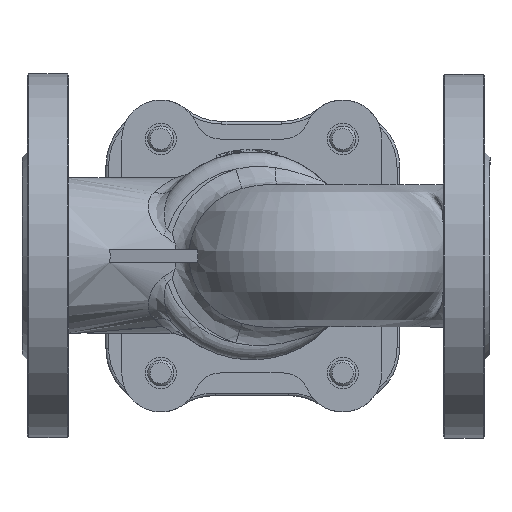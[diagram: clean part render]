
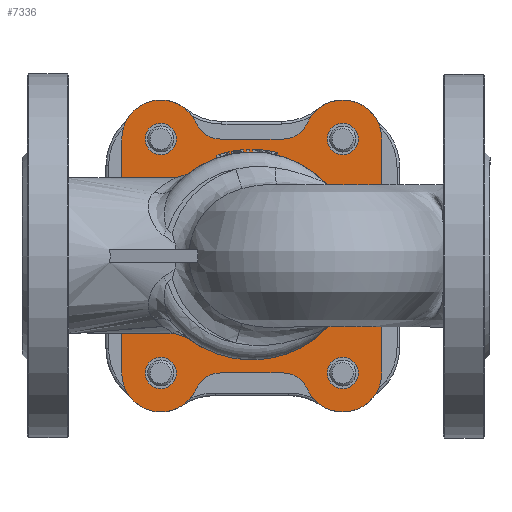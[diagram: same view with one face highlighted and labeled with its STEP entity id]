
A CAD part, front view. The second image highlights one B-rep face of the part: STEP entity #7336.
In plain terms, the highlighted planar face has unit normal (0, -1, 0).
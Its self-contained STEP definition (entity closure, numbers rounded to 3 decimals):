
#409=FACE_BOUND('',#2330,.T.);
#410=FACE_BOUND('',#2331,.T.);
#411=FACE_BOUND('',#2332,.T.);
#412=FACE_BOUND('',#2333,.T.);
#413=FACE_BOUND('',#2334,.T.);
#547=PLANE('',#8244);
#792=LINE('',#14163,#1186);
#805=LINE('',#14209,#1199);
#904=LINE('',#17330,#1298);
#905=LINE('',#17333,#1299);
#1186=VECTOR('',#9636,10.);
#1199=VECTOR('',#9681,10.);
#1298=VECTOR('',#10038,10.);
#1299=VECTOR('',#10041,10.);
#1836=FACE_OUTER_BOUND('',#2329,.T.);
#2329=EDGE_LOOP('',(#6148,#6149,#6150,#6151,#6152,#6153,#6154,#6155,#6156,
#6157,#6158,#6159));
#2330=EDGE_LOOP('',(#6160));
#2331=EDGE_LOOP('',(#6161));
#2332=EDGE_LOOP('',(#6162));
#2333=EDGE_LOOP('',(#6163));
#2334=EDGE_LOOP('',(#6164));
#2744=CIRCLE('',#8098,10.);
#2746=CIRCLE('',#8102,10.);
#2748=CIRCLE('',#8105,15.);
#2750=CIRCLE('',#8108,10.);
#2752=CIRCLE('',#8111,15.);
#2754=CIRCLE('',#8114,10.);
#2793=CIRCLE('',#8205,40.);
#2818=CIRCLE('',#8245,15.);
#2819=CIRCLE('',#8246,15.);
#2820=CIRCLE('',#8247,6.);
#2821=CIRCLE('',#8248,6.);
#2822=CIRCLE('',#8249,6.);
#2823=CIRCLE('',#8250,6.);
#3240=VERTEX_POINT('',#14153);
#3241=VERTEX_POINT('',#14154);
#3244=VERTEX_POINT('',#14162);
#3247=VERTEX_POINT('',#14170);
#3249=VERTEX_POINT('',#14176);
#3251=VERTEX_POINT('',#14182);
#3252=VERTEX_POINT('',#14183);
#3255=VERTEX_POINT('',#14191);
#3257=VERTEX_POINT('',#14197);
#3258=VERTEX_POINT('',#14198);
#3385=VERTEX_POINT('',#15380);
#3427=VERTEX_POINT('',#17328);
#3428=VERTEX_POINT('',#17331);
#3429=VERTEX_POINT('',#17334);
#3430=VERTEX_POINT('',#17336);
#3431=VERTEX_POINT('',#17338);
#3432=VERTEX_POINT('',#17340);
#4080=EDGE_CURVE('',#3240,#3241,#2744,.T.);
#4084=EDGE_CURVE('',#3241,#3244,#792,.T.);
#4088=EDGE_CURVE('',#3244,#3247,#2746,.T.);
#4091=EDGE_CURVE('',#3247,#3249,#2748,.T.);
#4094=EDGE_CURVE('',#3251,#3252,#2750,.T.);
#4098=EDGE_CURVE('',#3252,#3255,#2752,.T.);
#4101=EDGE_CURVE('',#3257,#3258,#2754,.T.);
#4107=EDGE_CURVE('',#3258,#3251,#805,.T.);
#4291=EDGE_CURVE('',#3385,#3385,#2793,.T.);
#4360=EDGE_CURVE('',#3427,#3240,#2818,.T.);
#4361=EDGE_CURVE('',#3255,#3427,#904,.T.);
#4362=EDGE_CURVE('',#3428,#3257,#2819,.T.);
#4363=EDGE_CURVE('',#3249,#3428,#905,.T.);
#4364=EDGE_CURVE('',#3429,#3429,#2820,.T.);
#4365=EDGE_CURVE('',#3430,#3430,#2821,.T.);
#4366=EDGE_CURVE('',#3431,#3431,#2822,.T.);
#4367=EDGE_CURVE('',#3432,#3432,#2823,.T.);
#6148=ORIENTED_EDGE('',*,*,#4088,.F.);
#6149=ORIENTED_EDGE('',*,*,#4084,.F.);
#6150=ORIENTED_EDGE('',*,*,#4080,.F.);
#6151=ORIENTED_EDGE('',*,*,#4360,.F.);
#6152=ORIENTED_EDGE('',*,*,#4361,.F.);
#6153=ORIENTED_EDGE('',*,*,#4098,.F.);
#6154=ORIENTED_EDGE('',*,*,#4094,.F.);
#6155=ORIENTED_EDGE('',*,*,#4107,.F.);
#6156=ORIENTED_EDGE('',*,*,#4101,.F.);
#6157=ORIENTED_EDGE('',*,*,#4362,.F.);
#6158=ORIENTED_EDGE('',*,*,#4363,.F.);
#6159=ORIENTED_EDGE('',*,*,#4091,.F.);
#6160=ORIENTED_EDGE('',*,*,#4364,.F.);
#6161=ORIENTED_EDGE('',*,*,#4365,.F.);
#6162=ORIENTED_EDGE('',*,*,#4366,.F.);
#6163=ORIENTED_EDGE('',*,*,#4367,.F.);
#6164=ORIENTED_EDGE('',*,*,#4291,.T.);
#7336=ADVANCED_FACE('',(#1836,#409,#410,#411,#412,#413),#547,.F.);
#8098=AXIS2_PLACEMENT_3D('',#14155,#9628,#9629);
#8102=AXIS2_PLACEMENT_3D('',#14171,#9642,#9643);
#8105=AXIS2_PLACEMENT_3D('',#14177,#9649,#9650);
#8108=AXIS2_PLACEMENT_3D('',#14184,#9656,#9657);
#8111=AXIS2_PLACEMENT_3D('',#14192,#9664,#9665);
#8114=AXIS2_PLACEMENT_3D('',#14199,#9671,#9672);
#8205=AXIS2_PLACEMENT_3D('',#15382,#9949,#9950);
#8244=AXIS2_PLACEMENT_3D('',#17327,#10034,#10035);
#8245=AXIS2_PLACEMENT_3D('',#17329,#10036,#10037);
#8246=AXIS2_PLACEMENT_3D('',#17332,#10039,#10040);
#8247=AXIS2_PLACEMENT_3D('',#17335,#10042,#10043);
#8248=AXIS2_PLACEMENT_3D('',#17337,#10044,#10045);
#8249=AXIS2_PLACEMENT_3D('',#17339,#10046,#10047);
#8250=AXIS2_PLACEMENT_3D('',#17341,#10048,#10049);
#9628=DIRECTION('center_axis',(0.,-1.,0.));
#9629=DIRECTION('ref_axis',(-0.548,0.,-0.837));
#9636=DIRECTION('',(1.,0.,0.));
#9642=DIRECTION('center_axis',(0.,-1.,0.));
#9643=DIRECTION('ref_axis',(0.548,0.,-0.837));
#9649=DIRECTION('center_axis',(0.,1.,0.));
#9650=DIRECTION('ref_axis',(1.,0.,0.));
#9656=DIRECTION('center_axis',(0.,-1.,0.));
#9657=DIRECTION('ref_axis',(-0.548,0.,0.837));
#9664=DIRECTION('center_axis',(0.,1.,0.));
#9665=DIRECTION('ref_axis',(1.,0.,0.));
#9671=DIRECTION('center_axis',(0.,-1.,0.));
#9672=DIRECTION('ref_axis',(0.548,0.,0.837));
#9681=DIRECTION('',(-1.,0.,0.));
#9949=DIRECTION('center_axis',(0.,1.,0.));
#9950=DIRECTION('ref_axis',(0.,0.,1.));
#10034=DIRECTION('center_axis',(0.,1.,0.));
#10035=DIRECTION('ref_axis',(0.,0.,1.));
#10036=DIRECTION('center_axis',(0.,1.,0.));
#10037=DIRECTION('ref_axis',(1.,0.,0.));
#10038=DIRECTION('',(0.,0.,1.));
#10039=DIRECTION('center_axis',(0.,1.,0.));
#10040=DIRECTION('ref_axis',(1.,0.,0.));
#10041=DIRECTION('',(0.,0.,-1.));
#10042=DIRECTION('center_axis',(0.,-1.,0.));
#10043=DIRECTION('ref_axis',(-1.,0.,0.));
#10044=DIRECTION('center_axis',(0.,-1.,0.));
#10045=DIRECTION('ref_axis',(-1.,0.,0.));
#10046=DIRECTION('center_axis',(0.,-1.,0.));
#10047=DIRECTION('ref_axis',(-1.,0.,0.));
#10048=DIRECTION('center_axis',(0.,-1.,0.));
#10049=DIRECTION('ref_axis',(-1.,0.,0.));
#14153=CARTESIAN_POINT('',(67.114,50.5,51.));
#14154=CARTESIAN_POINT('',(76.279,50.5,45.));
#14155=CARTESIAN_POINT('Origin',(76.279,50.5,55.));
#14162=CARTESIAN_POINT('',(100.453,50.5,45.));
#14163=CARTESIAN_POINT('',(38.366,50.5,45.));
#14170=CARTESIAN_POINT('',(109.618,50.5,51.));
#14171=CARTESIAN_POINT('Origin',(100.453,50.5,55.));
#14176=CARTESIAN_POINT('',(138.366,50.5,45.));
#14177=CARTESIAN_POINT('Origin',(123.366,50.5,45.));
#14182=CARTESIAN_POINT('',(76.279,50.5,-45.));
#14183=CARTESIAN_POINT('',(67.114,50.5,-51.));
#14184=CARTESIAN_POINT('Origin',(76.279,50.5,-55.));
#14191=CARTESIAN_POINT('',(38.366,50.5,-45.));
#14192=CARTESIAN_POINT('Origin',(53.366,50.5,-45.));
#14197=CARTESIAN_POINT('',(109.618,50.5,-51.));
#14198=CARTESIAN_POINT('',(100.453,50.5,-45.));
#14199=CARTESIAN_POINT('Origin',(100.453,50.5,-55.));
#14209=CARTESIAN_POINT('',(138.366,50.5,-45.));
#15380=CARTESIAN_POINT('',(88.366,50.5,-40.));
#15382=CARTESIAN_POINT('Origin',(88.366,50.5,0.));
#17327=CARTESIAN_POINT('Origin',(88.366,50.5,0.));
#17328=CARTESIAN_POINT('',(38.366,50.5,45.));
#17329=CARTESIAN_POINT('Origin',(53.366,50.5,45.));
#17330=CARTESIAN_POINT('',(38.366,50.5,-45.));
#17331=CARTESIAN_POINT('',(138.366,50.5,-45.));
#17332=CARTESIAN_POINT('Origin',(123.366,50.5,-45.));
#17333=CARTESIAN_POINT('',(138.366,50.5,45.));
#17334=CARTESIAN_POINT('',(129.366,50.5,-45.));
#17335=CARTESIAN_POINT('Origin',(123.366,50.5,-45.));
#17336=CARTESIAN_POINT('',(59.366,50.5,-45.));
#17337=CARTESIAN_POINT('Origin',(53.366,50.5,-45.));
#17338=CARTESIAN_POINT('',(129.366,50.5,45.));
#17339=CARTESIAN_POINT('Origin',(123.366,50.5,45.));
#17340=CARTESIAN_POINT('',(59.366,50.5,45.));
#17341=CARTESIAN_POINT('Origin',(53.366,50.5,45.));
